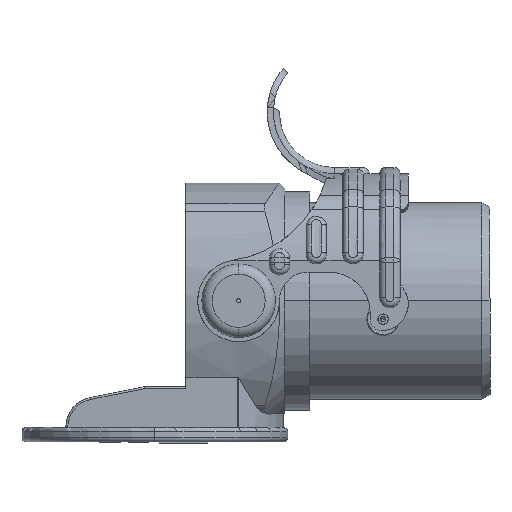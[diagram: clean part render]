
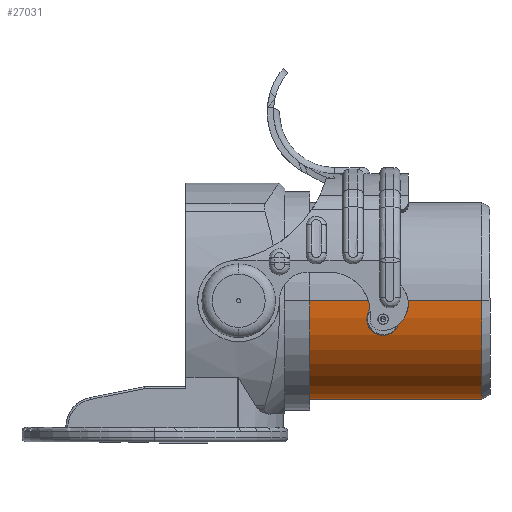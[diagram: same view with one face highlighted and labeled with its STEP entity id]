
A CAD part, left-side view. The second image highlights one B-rep face of the part: STEP entity #27031.
In plain terms, the highlighted cylindrical face has radius 24.15 mm (diameter 48.3 mm), a partial arc.
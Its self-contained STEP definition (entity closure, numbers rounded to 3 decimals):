
#8104=CARTESIAN_POINT('',(0.,50.95,0.));
#8105=DIRECTION('',(0.,1.,0.));
#8106=DIRECTION('',(1.,0.,0.));
#8107=AXIS2_PLACEMENT_3D('',#8104,#8105,#8106);
#8109=DIRECTION('',(0.,1.,0.));
#8110=VECTOR('',#8109,48.95);
#8111=CARTESIAN_POINT('',(24.15,2.,0.));
#8112=LINE('',#8111,#8110);
#8113=DIRECTION('',(0.,-1.,0.));
#8114=VECTOR('',#8113,48.95);
#8115=CARTESIAN_POINT('',(-24.15,50.95,0.));
#8116=LINE('',#8115,#8114);
#8126=CARTESIAN_POINT('',(0.,2.,0.));
#8127=DIRECTION('',(0.,1.,0.));
#8128=DIRECTION('',(1.,0.,0.));
#8129=AXIS2_PLACEMENT_3D('',#8126,#8127,#8128);
#14012=CARTESIAN_POINT('',(24.15,2.,0.));
#14014=VERTEX_POINT('',#14012);
#14017=CARTESIAN_POINT('',(-24.15,2.,0.));
#14018=VERTEX_POINT('',#14017);
#14696=CARTESIAN_POINT('',(-24.15,50.95,0.));
#14697=CARTESIAN_POINT('',(24.15,50.95,0.));
#14698=VERTEX_POINT('',#14696);
#14699=VERTEX_POINT('',#14697);
#27019=CARTESIAN_POINT('',(0.,0.,0.));
#27020=DIRECTION('',(0.,1.,0.));
#27021=DIRECTION('',(1.,0.,0.));
#27022=AXIS2_PLACEMENT_3D('',#27019,#27020,#27021);
#27023=CYLINDRICAL_SURFACE('',#27022,24.15);
#27024=ORIENTED_EDGE('',*,*,#27004,.T.);
#27025=ORIENTED_EDGE('',*,*,#26991,.T.);
#27026=ORIENTED_EDGE('',*,*,#27001,.T.);
#27028=ORIENTED_EDGE('',*,*,#27027,.F.);
#27029=EDGE_LOOP('',(#27024,#27025,#27026,#27028));
#27030=FACE_OUTER_BOUND('',#27029,.F.);
#27031=ADVANCED_FACE('',(#27030),#27023,.T.);
#8108=CIRCLE('',#8107,24.15);
#8130=CIRCLE('',#8129,24.15);
#26991=EDGE_CURVE('',#14699,#14698,#8108,.T.);
#27001=EDGE_CURVE('',#14698,#14018,#8116,.T.);
#27004=EDGE_CURVE('',#14014,#14699,#8112,.T.);
#27027=EDGE_CURVE('',#14014,#14018,#8130,.T.);
